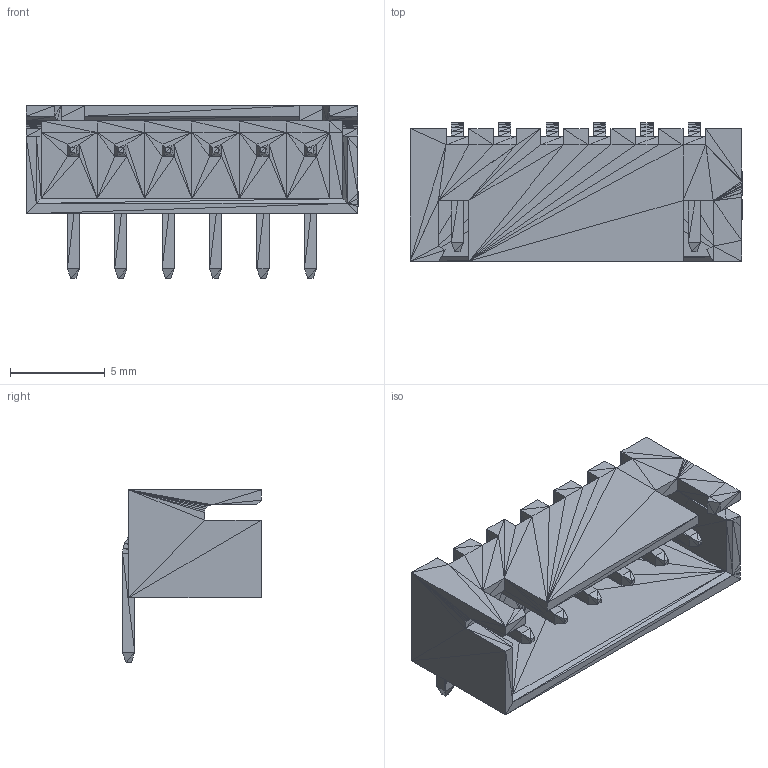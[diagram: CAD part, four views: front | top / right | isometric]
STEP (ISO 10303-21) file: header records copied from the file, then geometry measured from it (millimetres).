
FILE_DESCRIPTION(('LCKiConverter Model lckicad.xtoolbox.org','uuid: Std:2dd3c2bcd8e649f6b06e9a3d87ce40b5'),'2;1');
FILE_NAME('CONN-TH_6P-P2.50_DEALON_XH-W-6A.step','2025-04-08T17:35:24.536Z',('LCEDA'),( ''),'LCKiConverter','LCKiConverter','');
FILE_SCHEMA(('AUTOMOTIVE_DESIGN { 1 0 10303 214 1 1 1 1 }'));
Length unit declared in the file: millimetre
Products named in the file (1): CONN-TH_6P-P2.50_DEALON_XH-W-6A
Bounding box: 17.51 x 7.32 x 9.1 mm (x, y, z)
Surface area: 897.4 mm2 (no closed solid volume)
Topology: 0 solids, 1 shells, 3132 faces, 4698 edges, 1568 vertices
Faces by surface type: plane 3132
Entity records: 64250 total; most frequent: DIRECTION 10964, CARTESIAN_POINT 9399, ORIENTED_EDGE 9396, EDGE_CURVE 4698, LINE 4698, VECTOR 4698, AXIS2_PLACEMENT_3D 3133, ADVANCED_FACE 3132
